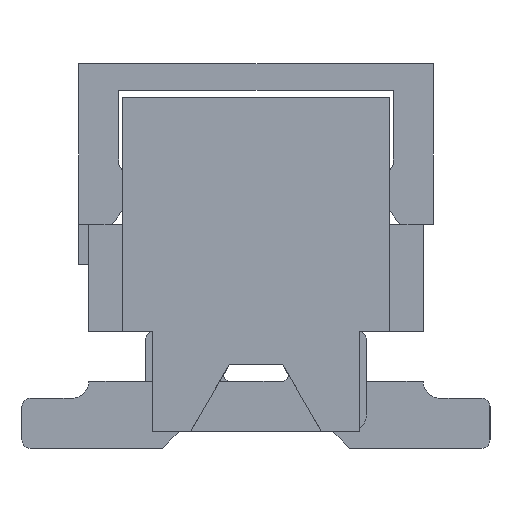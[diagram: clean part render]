
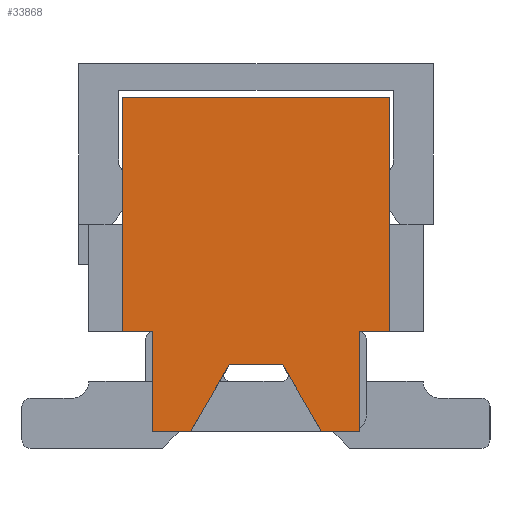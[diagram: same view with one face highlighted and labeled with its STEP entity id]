
A CAD part, left-side view. The second image highlights one B-rep face of the part: STEP entity #33868.
In plain terms, the highlighted planar face has unit normal (-1, 0, 0).
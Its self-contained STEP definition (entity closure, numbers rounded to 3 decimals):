
#6948=ORIENTED_EDGE('',*,*,#11702,.F.);
#6949=ORIENTED_EDGE('',*,*,#11698,.F.);
#6950=ORIENTED_EDGE('',*,*,#11265,.F.);
#6951=ORIENTED_EDGE('',*,*,#11263,.F.);
#6952=ORIENTED_EDGE('',*,*,#11260,.F.);
#6953=ORIENTED_EDGE('',*,*,#8535,.F.);
#6954=ORIENTED_EDGE('',*,*,#11257,.F.);
#6955=ORIENTED_EDGE('',*,*,#11255,.F.);
#6956=ORIENTED_EDGE('',*,*,#11252,.F.);
#6957=ORIENTED_EDGE('',*,*,#11626,.F.);
#6958=ORIENTED_EDGE('',*,*,#11703,.T.);
#6959=ORIENTED_EDGE('',*,*,#11545,.F.);
#6960=ORIENTED_EDGE('',*,*,#8824,.F.);
#6961=ORIENTED_EDGE('',*,*,#11519,.F.);
#8535=EDGE_CURVE('',#12209,#12210,#14630,.T.);
#8824=EDGE_CURVE('',#12494,#12495,#14919,.T.);
#11252=EDGE_CURVE('',#14100,#14098,#16853,.T.);
#11255=EDGE_CURVE('',#14098,#14102,#16856,.T.);
#11257=EDGE_CURVE('',#14102,#12209,#16858,.T.);
#11260=EDGE_CURVE('',#12210,#14104,#16861,.T.);
#11263=EDGE_CURVE('',#14104,#14106,#16864,.T.);
#11265=EDGE_CURVE('',#14106,#14107,#16866,.T.);
#11519=EDGE_CURVE('',#14070,#12494,#17120,.T.);
#11545=EDGE_CURVE('',#12495,#14249,#17146,.T.);
#11626=EDGE_CURVE('',#14301,#14100,#17227,.T.);
#11698=EDGE_CURVE('',#14107,#14330,#17299,.T.);
#11702=EDGE_CURVE('',#14330,#14070,#17303,.T.);
#11703=EDGE_CURVE('',#14301,#14249,#17304,.T.);
#12209=VERTEX_POINT('',#43209);
#12210=VERTEX_POINT('',#43211);
#12494=VERTEX_POINT('',#43790);
#12495=VERTEX_POINT('',#43791);
#14070=VERTEX_POINT('',#48415);
#14098=VERTEX_POINT('',#48512);
#14100=VERTEX_POINT('',#48517);
#14102=VERTEX_POINT('',#48522);
#14104=VERTEX_POINT('',#48531);
#14106=VERTEX_POINT('',#48537);
#14107=VERTEX_POINT('',#48543);
#14249=VERTEX_POINT('',#49052);
#14301=VERTEX_POINT('',#49260);
#14330=VERTEX_POINT('',#49362);
#14630=LINE('',#43210,#17836);
#14919=LINE('',#43789,#18125);
#16853=LINE('',#48518,#20059);
#16856=LINE('',#48524,#20062);
#16858=LINE('',#48527,#20064);
#16861=LINE('',#48533,#20067);
#16864=LINE('',#48539,#20070);
#16866=LINE('',#48542,#20072);
#17120=LINE('',#49004,#20326);
#17146=LINE('',#49051,#20352);
#17227=LINE('',#49261,#20433);
#17299=LINE('',#49361,#20505);
#17303=LINE('',#49368,#20509);
#17304=LINE('',#49369,#20510);
#17836=VECTOR('',#36362,1000.);
#18125=VECTOR('',#36663,1000.);
#20059=VECTOR('',#40973,1000.);
#20062=VECTOR('',#40978,1000.);
#20064=VECTOR('',#40982,1000.);
#20067=VECTOR('',#40987,1000.);
#20070=VECTOR('',#40992,1000.);
#20072=VECTOR('',#40996,1000.);
#20326=VECTOR('',#41422,1000.);
#20352=VECTOR('',#41450,1000.);
#20433=VECTOR('',#41683,1000.);
#20505=VECTOR('',#41755,1000.);
#20509=VECTOR('',#41761,1000.);
#20510=VECTOR('',#41762,1000.);
#21780=EDGE_LOOP('',(#6948,#6949,#6950,#6951,#6952,#6953,#6954,#6955,#6956,
#6957,#6958,#6959,#6960,#6961));
#23063=FACE_BOUND('',#21780,.T.);
#24064=PLANE('',#35632);
#33868=ADVANCED_FACE('',(#23063),#24064,.F.);
#35632=AXIS2_PLACEMENT_3D('',#49367,#41759,#41760);
#36362=DIRECTION('',(0.,1.,0.));
#36663=DIRECTION('',(0.,-1.,0.));
#40973=DIRECTION('',(0.,0.,-1.));
#40978=DIRECTION('',(0.,1.,0.));
#40982=DIRECTION('',(0.,0.502,0.865));
#40987=DIRECTION('',(0.,0.502,-0.865));
#40992=DIRECTION('',(0.,1.,0.));
#40996=DIRECTION('',(0.,0.,1.));
#41422=DIRECTION('',(0.,0.,1.));
#41450=DIRECTION('',(0.,0.,-1.));
#41683=DIRECTION('',(0.,1.,0.));
#41755=DIRECTION('',(0.,1.,0.));
#41759=DIRECTION('',(1.,0.,0.));
#41760=DIRECTION('',(0.,0.,-1.));
#41761=DIRECTION('',(0.,0.,1.));
#41762=DIRECTION('',(0.,0.,1.));
#43209=CARTESIAN_POINT('',(-9.155,-0.4,-1.3));
#43210=CARTESIAN_POINT('',(-9.155,-0.4,-1.3));
#43211=CARTESIAN_POINT('',(-9.155,0.4,-1.3));
#43789=CARTESIAN_POINT('',(-9.155,2.,2.7));
#43790=CARTESIAN_POINT('',(-9.155,2.,2.7));
#43791=CARTESIAN_POINT('',(-9.155,-2.,2.7));
#48415=CARTESIAN_POINT('',(-9.155,2.,0.8));
#48512=CARTESIAN_POINT('',(-9.155,-1.55,-2.3));
#48517=CARTESIAN_POINT('',(-9.155,-1.55,-0.8));
#48518=CARTESIAN_POINT('',(-9.155,-1.55,-0.8));
#48522=CARTESIAN_POINT('',(-9.155,-0.98,-2.3));
#48524=CARTESIAN_POINT('',(-9.155,-1.55,-2.3));
#48527=CARTESIAN_POINT('',(-9.155,-0.98,-2.3));
#48531=CARTESIAN_POINT('',(-9.155,0.98,-2.3));
#48533=CARTESIAN_POINT('',(-9.155,0.4,-1.3));
#48537=CARTESIAN_POINT('',(-9.155,1.55,-2.3));
#48539=CARTESIAN_POINT('',(-9.155,0.98,-2.3));
#48542=CARTESIAN_POINT('',(-9.155,1.55,-0.8));
#48543=CARTESIAN_POINT('',(-9.155,1.55,-0.8));
#49004=CARTESIAN_POINT('',(-9.155,2.,0.8));
#49051=CARTESIAN_POINT('',(-9.155,-2.,2.7));
#49052=CARTESIAN_POINT('',(-9.155,-2.,0.8));
#49260=CARTESIAN_POINT('',(-9.155,-2.,-0.8));
#49261=CARTESIAN_POINT('',(-9.155,-2.5,-0.8));
#49361=CARTESIAN_POINT('',(-9.155,2.5,-0.8));
#49362=CARTESIAN_POINT('',(-9.155,2.,-0.8));
#49367=CARTESIAN_POINT('',(-9.155,0.,0.));
#49368=CARTESIAN_POINT('',(-9.155,2.,-0.8));
#49369=CARTESIAN_POINT('',(-9.155,-2.,-0.8));
